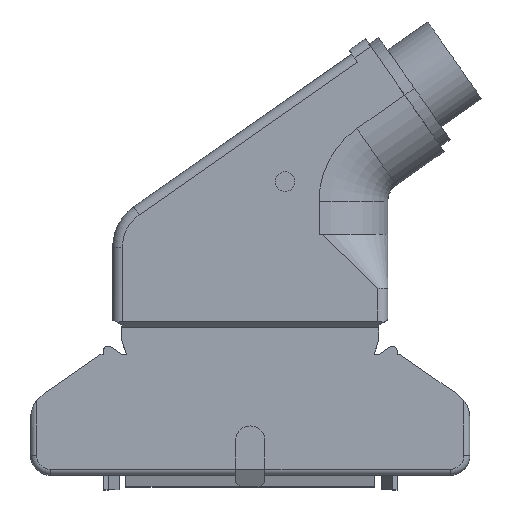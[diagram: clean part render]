
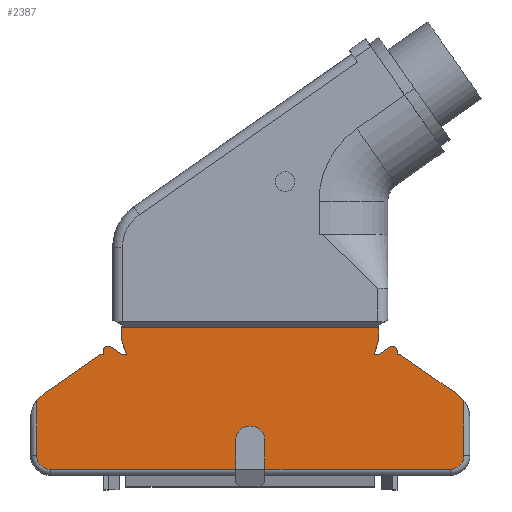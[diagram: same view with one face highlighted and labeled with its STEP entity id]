
A CAD part, top view. The second image highlights one B-rep face of the part: STEP entity #2387.
In plain terms, the highlighted planar face has unit normal (0, 0, 1).
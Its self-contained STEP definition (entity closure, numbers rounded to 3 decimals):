
#210=DIRECTION('',(-1.,0.,0.));
#211=VECTOR('',#210,26.2);
#212=CARTESIAN_POINT('',(13.1,16.5,6.));
#213=LINE('',#212,#211);
#226=CARTESIAN_POINT('',(0.,5.,6.));
#227=DIRECTION('',(0.,0.,1.));
#228=DIRECTION('',(1.,0.,0.));
#229=AXIS2_PLACEMENT_3D('',#226,#227,#228);
#231=DIRECTION('',(0.,-1.,0.));
#232=VECTOR('',#231,2.9);
#233=CARTESIAN_POINT('',(-1.5,5.,6.));
#234=LINE('',#233,#232);
#235=CARTESIAN_POINT('',(-19.35,7.278,6.));
#236=DIRECTION('',(0.,0.,-1.));
#237=DIRECTION('',(-0.8,0.6,0.));
#238=AXIS2_PLACEMENT_3D('',#235,#236,#237);
#240=DIRECTION('',(0.,-1.,0.));
#241=VECTOR('',#240,0.32);
#242=CARTESIAN_POINT('',(-14.95,14.12,6.));
#243=LINE('',#242,#241);
#244=CARTESIAN_POINT('',(-14.45,14.12,6.));
#245=DIRECTION('',(0.,0.,1.));
#246=DIRECTION('',(0.574,0.819,0.));
#247=AXIS2_PLACEMENT_3D('',#244,#245,#246);
#249=DIRECTION('',(-0.819,0.574,0.));
#250=VECTOR('',#249,1.272);
#251=CARTESIAN_POINT('',(-13.121,13.8,6.));
#252=LINE('',#251,#250);
#253=DIRECTION('',(-0.316,0.949,0.));
#254=VECTOR('',#253,1.581);
#255=CARTESIAN_POINT('',(-12.6,13.8,6.));
#256=LINE('',#255,#254);
#257=DIRECTION('',(0.,1.,0.));
#258=VECTOR('',#257,1.2);
#259=CARTESIAN_POINT('',(-13.1,15.3,6.));
#260=LINE('',#259,#258);
#261=DIRECTION('',(0.,-1.,0.));
#262=VECTOR('',#261,1.2);
#263=CARTESIAN_POINT('',(13.1,16.5,6.));
#264=LINE('',#263,#262);
#265=DIRECTION('',(-0.316,-0.949,0.));
#266=VECTOR('',#265,1.581);
#267=CARTESIAN_POINT('',(13.1,15.3,6.));
#268=LINE('',#267,#266);
#269=DIRECTION('',(-0.819,-0.574,0.));
#270=VECTOR('',#269,1.272);
#271=CARTESIAN_POINT('',(14.163,14.53,6.));
#272=LINE('',#271,#270);
#273=CARTESIAN_POINT('',(14.45,14.12,6.));
#274=DIRECTION('',(0.,0.,1.));
#275=DIRECTION('',(1.,0.,0.));
#276=AXIS2_PLACEMENT_3D('',#273,#274,#275);
#278=DIRECTION('',(0.,1.,0.));
#279=VECTOR('',#278,0.32);
#280=CARTESIAN_POINT('',(14.95,13.8,6.));
#281=LINE('',#280,#279);
#282=CARTESIAN_POINT('',(19.35,7.278,6.));
#283=DIRECTION('',(0.,0.,-1.));
#284=DIRECTION('',(0.569,0.822,0.));
#285=AXIS2_PLACEMENT_3D('',#282,#283,#284);
#287=DIRECTION('',(0.,1.,0.));
#288=VECTOR('',#287,2.9);
#289=CARTESIAN_POINT('',(1.5,2.1,6.));
#290=LINE('',#289,#288);
#295=DIRECTION('',(1.,0.,0.));
#296=VECTOR('',#295,18.85);
#297=CARTESIAN_POINT('',(-20.35,2.1,6.));
#298=LINE('',#297,#296);
#361=DIRECTION('',(1.,0.,0.));
#362=VECTOR('',#361,18.85);
#363=CARTESIAN_POINT('',(1.5,2.1,6.));
#364=LINE('',#363,#362);
#375=CARTESIAN_POINT('',(20.35,3.5,6.));
#376=DIRECTION('',(0.,0.,-1.));
#377=DIRECTION('',(1.,0.,0.));
#378=AXIS2_PLACEMENT_3D('',#375,#376,#377);
#410=DIRECTION('',(0.,1.,0.));
#411=VECTOR('',#410,5.578);
#412=CARTESIAN_POINT('',(21.75,3.5,6.));
#413=LINE('',#412,#411);
#435=DIRECTION('',(-0.822,0.569,0.));
#436=VECTOR('',#435,7.124);
#437=CARTESIAN_POINT('',(21.058,9.745,6.));
#438=LINE('',#437,#436);
#471=DIRECTION('',(-1.,0.,0.));
#472=VECTOR('',#471,0.521);
#473=CARTESIAN_POINT('',(13.121,13.8,6.));
#474=LINE('',#473,#472);
#491=DIRECTION('',(-1.,0.,0.));
#492=VECTOR('',#491,0.521);
#493=CARTESIAN_POINT('',(-12.6,13.8,6.));
#494=LINE('',#493,#492);
#519=DIRECTION('',(-1.,0.,0.));
#520=VECTOR('',#519,0.25);
#521=CARTESIAN_POINT('',(15.2,13.8,6.));
#522=LINE('',#521,#520);
#527=DIRECTION('',(-1.,0.,0.));
#528=VECTOR('',#527,0.25);
#529=CARTESIAN_POINT('',(-14.95,13.8,6.));
#530=LINE('',#529,#528);
#807=DIRECTION('',(-0.822,-0.569,0.));
#808=VECTOR('',#807,7.124);
#809=CARTESIAN_POINT('',(-15.2,13.8,6.));
#810=LINE('',#809,#808);
#856=DIRECTION('',(0.,-1.,0.));
#857=VECTOR('',#856,5.578);
#858=CARTESIAN_POINT('',(-21.75,9.078,6.));
#859=LINE('',#858,#857);
#891=CARTESIAN_POINT('',(-20.35,3.5,6.));
#892=DIRECTION('',(0.,0.,-1.));
#893=DIRECTION('',(0.,-1.,0.));
#894=AXIS2_PLACEMENT_3D('',#891,#892,#893);
#1617=CARTESIAN_POINT('',(21.058,9.745,6.));
#1618=CARTESIAN_POINT('',(15.2,13.8,6.));
#1619=VERTEX_POINT('',#1617);
#1620=VERTEX_POINT('',#1618);
#1625=CARTESIAN_POINT('',(-15.2,13.8,6.));
#1626=CARTESIAN_POINT('',(-21.058,9.745,6.));
#1627=VERTEX_POINT('',#1625);
#1628=VERTEX_POINT('',#1626);
#1659=CARTESIAN_POINT('',(14.95,14.12,6.));
#1660=CARTESIAN_POINT('',(14.163,14.53,6.));
#1661=VERTEX_POINT('',#1659);
#1662=VERTEX_POINT('',#1660);
#1663=CARTESIAN_POINT('',(-14.163,14.53,6.));
#1664=CARTESIAN_POINT('',(-14.95,14.12,6.));
#1665=VERTEX_POINT('',#1663);
#1666=VERTEX_POINT('',#1664);
#1680=CARTESIAN_POINT('',(13.121,13.8,6.));
#1682=VERTEX_POINT('',#1680);
#1684=CARTESIAN_POINT('',(-13.121,13.8,6.));
#1686=VERTEX_POINT('',#1684);
#1691=CARTESIAN_POINT('',(14.95,13.8,6.));
#1692=VERTEX_POINT('',#1691);
#1693=CARTESIAN_POINT('',(-14.95,13.8,6.));
#1694=VERTEX_POINT('',#1693);
#1771=CARTESIAN_POINT('',(13.1,16.5,6.));
#1772=CARTESIAN_POINT('',(-13.1,16.5,6.));
#1773=VERTEX_POINT('',#1771);
#1774=VERTEX_POINT('',#1772);
#1837=CARTESIAN_POINT('',(1.5,5.,6.));
#1838=CARTESIAN_POINT('',(-1.5,5.,6.));
#1839=VERTEX_POINT('',#1837);
#1840=VERTEX_POINT('',#1838);
#1845=CARTESIAN_POINT('',(1.5,2.1,6.));
#1846=CARTESIAN_POINT('',(20.35,2.1,6.));
#1847=VERTEX_POINT('',#1845);
#1848=VERTEX_POINT('',#1846);
#1861=CARTESIAN_POINT('',(-20.35,2.1,6.));
#1862=CARTESIAN_POINT('',(-1.5,2.1,6.));
#1863=VERTEX_POINT('',#1861);
#1864=VERTEX_POINT('',#1862);
#1867=CARTESIAN_POINT('',(21.75,3.5,6.));
#1868=VERTEX_POINT('',#1867);
#1871=CARTESIAN_POINT('',(21.75,9.078,6.));
#1872=VERTEX_POINT('',#1871);
#1875=CARTESIAN_POINT('',(-21.75,3.5,6.));
#1876=VERTEX_POINT('',#1875);
#1879=CARTESIAN_POINT('',(-21.75,9.078,6.));
#1880=VERTEX_POINT('',#1879);
#1901=CARTESIAN_POINT('',(13.1,15.3,6.));
#1902=CARTESIAN_POINT('',(12.6,13.8,6.));
#1903=VERTEX_POINT('',#1901);
#1904=VERTEX_POINT('',#1902);
#1905=CARTESIAN_POINT('',(-12.6,13.8,6.));
#1906=CARTESIAN_POINT('',(-13.1,15.3,6.));
#1907=VERTEX_POINT('',#1905);
#1908=VERTEX_POINT('',#1906);
#2327=CARTESIAN_POINT('',(26.82,1.5,6.));
#2328=DIRECTION('',(0.,0.,-1.));
#2329=DIRECTION('',(0.,1.,0.));
#2330=AXIS2_PLACEMENT_3D('',#2327,#2328,#2329);
#2331=PLANE('',#2330);
#2333=ORIENTED_EDGE('',*,*,#2332,.T.);
#2335=ORIENTED_EDGE('',*,*,#2334,.T.);
#2337=ORIENTED_EDGE('',*,*,#2336,.F.);
#2339=ORIENTED_EDGE('',*,*,#2338,.T.);
#2341=ORIENTED_EDGE('',*,*,#2340,.F.);
#2343=ORIENTED_EDGE('',*,*,#2342,.T.);
#2345=ORIENTED_EDGE('',*,*,#2344,.F.);
#2347=ORIENTED_EDGE('',*,*,#2346,.F.);
#2349=ORIENTED_EDGE('',*,*,#2348,.F.);
#2351=ORIENTED_EDGE('',*,*,#2350,.F.);
#2353=ORIENTED_EDGE('',*,*,#2352,.F.);
#2355=ORIENTED_EDGE('',*,*,#2354,.F.);
#2357=ORIENTED_EDGE('',*,*,#2356,.T.);
#2359=ORIENTED_EDGE('',*,*,#2358,.T.);
#2360=ORIENTED_EDGE('',*,*,#2283,.F.);
#2361=ORIENTED_EDGE('',*,*,#2297,.T.);
#2362=ORIENTED_EDGE('',*,*,#2317,.T.);
#2364=ORIENTED_EDGE('',*,*,#2363,.F.);
#2366=ORIENTED_EDGE('',*,*,#2365,.F.);
#2368=ORIENTED_EDGE('',*,*,#2367,.F.);
#2370=ORIENTED_EDGE('',*,*,#2369,.F.);
#2372=ORIENTED_EDGE('',*,*,#2371,.F.);
#2374=ORIENTED_EDGE('',*,*,#2373,.F.);
#2376=ORIENTED_EDGE('',*,*,#2375,.T.);
#2378=ORIENTED_EDGE('',*,*,#2377,.F.);
#2380=ORIENTED_EDGE('',*,*,#2379,.T.);
#2382=ORIENTED_EDGE('',*,*,#2381,.F.);
#2384=ORIENTED_EDGE('',*,*,#2383,.T.);
#2385=EDGE_LOOP('',(#2333,#2335,#2337,#2339,#2341,#2343,#2345,#2347,#2349,#2351,
#2353,#2355,#2357,#2359,#2360,#2361,#2362,#2364,#2366,#2368,#2370,#2372,#2374,
#2376,#2378,#2380,#2382,#2384));
#2386=FACE_OUTER_BOUND('',#2385,.F.);
#2387=ADVANCED_FACE('',(#2386),#2331,.F.);
#230=CIRCLE('',#229,1.5);
#239=CIRCLE('',#238,3.);
#248=CIRCLE('',#247,0.5);
#277=CIRCLE('',#276,0.5);
#286=CIRCLE('',#285,3.);
#379=CIRCLE('',#378,1.4);
#895=CIRCLE('',#894,1.4);
#2283=EDGE_CURVE('',#1773,#1774,#213,.T.);
#2297=EDGE_CURVE('',#1773,#1903,#264,.T.);
#2317=EDGE_CURVE('',#1903,#1904,#268,.T.);
#2332=EDGE_CURVE('',#1839,#1840,#230,.T.);
#2334=EDGE_CURVE('',#1840,#1864,#234,.T.);
#2336=EDGE_CURVE('',#1863,#1864,#298,.T.);
#2338=EDGE_CURVE('',#1863,#1876,#895,.T.);
#2340=EDGE_CURVE('',#1880,#1876,#859,.T.);
#2342=EDGE_CURVE('',#1880,#1628,#239,.T.);
#2344=EDGE_CURVE('',#1627,#1628,#810,.T.);
#2346=EDGE_CURVE('',#1694,#1627,#530,.T.);
#2348=EDGE_CURVE('',#1666,#1694,#243,.T.);
#2350=EDGE_CURVE('',#1665,#1666,#248,.T.);
#2352=EDGE_CURVE('',#1686,#1665,#252,.T.);
#2354=EDGE_CURVE('',#1907,#1686,#494,.T.);
#2356=EDGE_CURVE('',#1907,#1908,#256,.T.);
#2358=EDGE_CURVE('',#1908,#1774,#260,.T.);
#2363=EDGE_CURVE('',#1682,#1904,#474,.T.);
#2365=EDGE_CURVE('',#1662,#1682,#272,.T.);
#2367=EDGE_CURVE('',#1661,#1662,#277,.T.);
#2369=EDGE_CURVE('',#1692,#1661,#281,.T.);
#2371=EDGE_CURVE('',#1620,#1692,#522,.T.);
#2373=EDGE_CURVE('',#1619,#1620,#438,.T.);
#2375=EDGE_CURVE('',#1619,#1872,#286,.T.);
#2377=EDGE_CURVE('',#1868,#1872,#413,.T.);
#2379=EDGE_CURVE('',#1868,#1848,#379,.T.);
#2381=EDGE_CURVE('',#1847,#1848,#364,.T.);
#2383=EDGE_CURVE('',#1847,#1839,#290,.T.);
